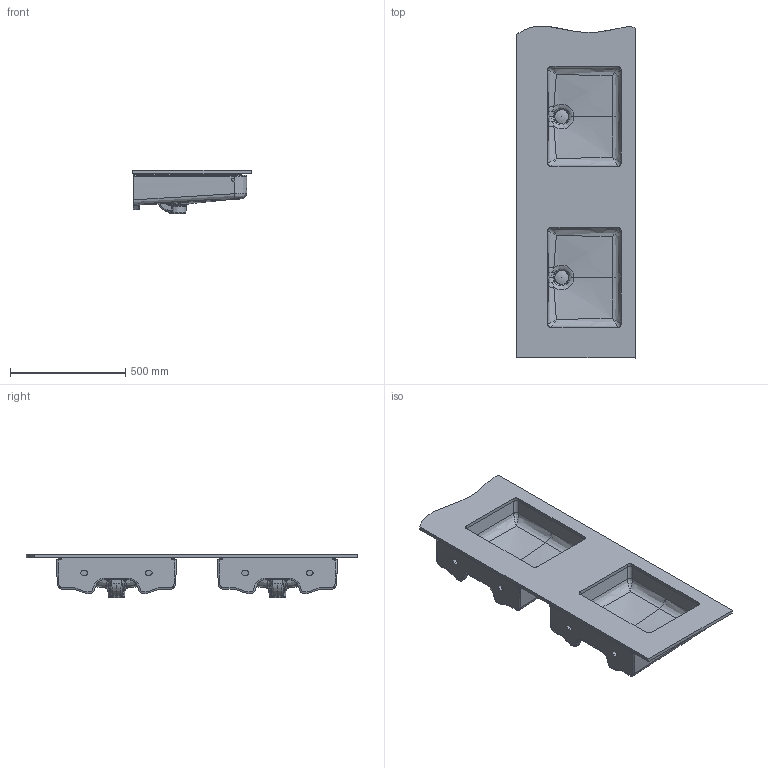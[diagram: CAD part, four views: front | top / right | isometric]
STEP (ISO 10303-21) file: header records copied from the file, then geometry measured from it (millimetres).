
FILE_DESCRIPTION((''),'2;1');
FILE_NAME('263152_1.stp','2013-10-19T10:18:58',('Administrator'),(''),'Autodesk Inventor 2011','Autodesk Inventor 2011','');
FILE_SCHEMA(('CONFIG_CONTROL_DESIGN'));
Length unit declared in the file: millimetre
Products named in the file (5): 263152_1; 263152; Kelch; Stopfen; Steinplatte
Assembly tree (7 placements, depth 2):
  263152_1
    263152  x2
    Kelch  x2
    Stopfen  x2
    Steinplatte
Bounding box: 515.39 x 1443.12 x 187.2 mm (x, y, z)
Volume: 30628926.6 mm3; surface area: 2969383 mm2
Topology: 11 solids, 11 shells, 1026 faces, 2470 edges, 1446 vertices
Faces by surface type: bspline 463, cylinder 246, plane 207, torus 48, cone 34, sphere 28
Full cylindrical faces by diameter (mm): 10 x4, 14 x4, 20 x4, 24 x2, 42 x2, 44 x2, 48.25 x2, 60 x2
Entity records: 56799 total; most frequent: CARTESIAN_POINT 45822, ORIENTED_EDGE 2454, DIRECTION 1862, EDGE_CURVE 1227, VERTEX_POINT 738, AXIS2_PLACEMENT_3D 717, EDGE_LOOP 571, FACE_OUTER_BOUND 522
